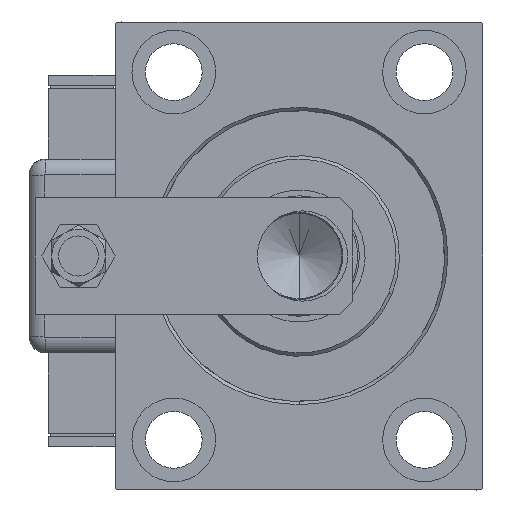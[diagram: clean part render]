
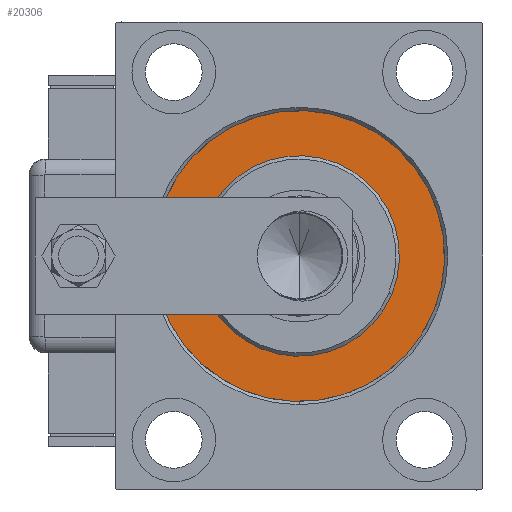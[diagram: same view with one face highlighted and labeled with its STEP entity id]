
A CAD part, left-side view. The second image highlights one B-rep face of the part: STEP entity #20306.
In plain terms, the highlighted face is planar.
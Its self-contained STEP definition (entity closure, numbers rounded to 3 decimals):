
#1724 = CIRCLE ( 'NONE', #54798, 30. ) ;
#3874 = DIRECTION ( 'NONE',  ( -1., 0., 0. ) ) ;
#4300 = CARTESIAN_POINT ( 'NONE',  ( 0., 0., -43.5 ) ) ;
#6000 = DIRECTION ( 'NONE',  ( 1., 0., 0. ) ) ;
#6170 = CIRCLE ( 'NONE', #42831, 43.5 ) ;
#7601 = VERTEX_POINT ( 'NONE', #17592 ) ;
#11744 = DIRECTION ( 'NONE',  ( -1., 0., 0. ) ) ;
#14480 = EDGE_CURVE ( 'NONE', #24880, #50189, #6170, .T. ) ;
#16561 = EDGE_LOOP ( 'NONE', ( #55879, #43182 ) ) ;
#17486 = CARTESIAN_POINT ( 'NONE',  ( 0., 0., 0. ) ) ;
#17592 = CARTESIAN_POINT ( 'NONE',  ( 0., 0., 30. ) ) ;
#17708 = EDGE_LOOP ( 'NONE', ( #53463, #25761 ) ) ;
#17927 = AXIS2_PLACEMENT_3D ( 'NONE', #52246, #11744, #38618 ) ;
#19967 = CARTESIAN_POINT ( 'NONE',  ( 0., 0., 43.5 ) ) ;
#20306 = ADVANCED_FACE ( 'NONE', ( #28322, #55832 ), #46769, .F. ) ;
#22803 = EDGE_CURVE ( 'NONE', #44861, #7601, #58444, .T. ) ;
#23787 = CARTESIAN_POINT ( 'NONE',  ( 0., 0., 0. ) ) ;
#24880 = VERTEX_POINT ( 'NONE', #4300 ) ;
#25761 = ORIENTED_EDGE ( 'NONE', *, *, #53665, .F. ) ;
#28322 = FACE_BOUND ( 'NONE', #16561, .T. ) ;
#32259 = DIRECTION ( 'NONE',  ( 0., 0., 1. ) ) ;
#36196 = AXIS2_PLACEMENT_3D ( 'NONE', #51932, #6000, #52530 ) ;
#38618 = DIRECTION ( 'NONE',  ( 0., 0., 1. ) ) ;
#42831 = AXIS2_PLACEMENT_3D ( 'NONE', #59192, #3874, #54057 ) ;
#43182 = ORIENTED_EDGE ( 'NONE', *, *, #22803, .F. ) ;
#44004 = CIRCLE ( 'NONE', #17927, 43.5 ) ;
#44861 = VERTEX_POINT ( 'NONE', #53228 ) ;
#46769 = PLANE ( 'NONE',  #55589 ) ;
#48641 = DIRECTION ( 'NONE',  ( 1., 0., 0. ) ) ;
#50189 = VERTEX_POINT ( 'NONE', #19967 ) ;
#51932 = CARTESIAN_POINT ( 'NONE',  ( 0., 0., 0. ) ) ;
#52246 = CARTESIAN_POINT ( 'NONE',  ( 0., 0., 0. ) ) ;
#52530 = DIRECTION ( 'NONE',  ( 0., 0., -1. ) ) ;
#53228 = CARTESIAN_POINT ( 'NONE',  ( 0., 0., -30. ) ) ;
#53463 = ORIENTED_EDGE ( 'NONE', *, *, #14480, .F. ) ;
#53665 = EDGE_CURVE ( 'NONE', #50189, #24880, #44004, .T. ) ;
#54057 = DIRECTION ( 'NONE',  ( 0., 0., 1. ) ) ;
#54067 = DIRECTION ( 'NONE',  ( 0., 0., -1. ) ) ;
#54798 = AXIS2_PLACEMENT_3D ( 'NONE', #17486, #48641, #54067 ) ;
#55589 = AXIS2_PLACEMENT_3D ( 'NONE', #23787, #56437, #32259 ) ;
#55668 = EDGE_CURVE ( 'NONE', #7601, #44861, #1724, .T. ) ;
#55832 = FACE_OUTER_BOUND ( 'NONE', #17708, .T. ) ;
#55879 = ORIENTED_EDGE ( 'NONE', *, *, #55668, .F. ) ;
#56437 = DIRECTION ( 'NONE',  ( -1., 0., 0. ) ) ;
#58444 = CIRCLE ( 'NONE', #36196, 30. ) ;
#59192 = CARTESIAN_POINT ( 'NONE',  ( 0., 0., 0. ) ) ;
